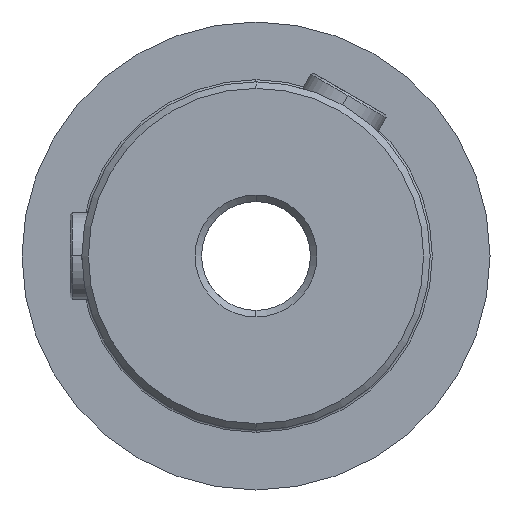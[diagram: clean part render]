
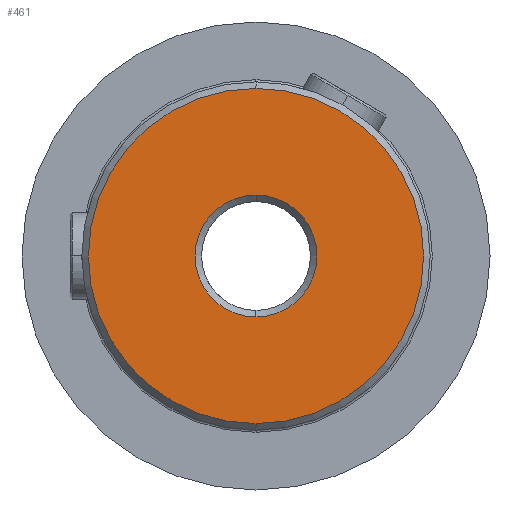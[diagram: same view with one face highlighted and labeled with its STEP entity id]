
A CAD part, left-side view. The second image highlights one B-rep face of the part: STEP entity #461.
In plain terms, the highlighted planar face has unit normal (-1, 0, 0).
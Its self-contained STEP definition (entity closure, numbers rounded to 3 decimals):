
#7 = FACE_BOUND ( 'NONE', #5913, .T. ) ;
#461 = ADVANCED_FACE ( 'NONE', ( #7, #7483 ), #6730, .F. ) ;
#578 = VERTEX_POINT ( 'NONE', #950 ) ;
#950 = CARTESIAN_POINT ( 'NONE',  ( 0., 0., 2.8 ) ) ;
#1034 = DIRECTION ( 'NONE',  ( 0., 0., -1. ) ) ;
#1090 = DIRECTION ( 'NONE',  ( 0., 0., -1. ) ) ;
#1209 = CARTESIAN_POINT ( 'NONE',  ( 0., 0., 7.7 ) ) ;
#1473 = ORIENTED_EDGE ( 'NONE', *, *, #4166, .T. ) ;
#1550 = AXIS2_PLACEMENT_3D ( 'NONE', #1988, #2713, #2759 ) ;
#1578 = CARTESIAN_POINT ( 'NONE',  ( 0., 0., 0. ) ) ;
#1762 = DIRECTION ( 'NONE',  ( 1., 0., 0. ) ) ;
#1840 = CIRCLE ( 'NONE', #6891, 2.8 ) ;
#1988 = CARTESIAN_POINT ( 'NONE',  ( 0., 2.5, 0. ) ) ;
#2224 = AXIS2_PLACEMENT_3D ( 'NONE', #4485, #1762, #1090 ) ;
#2343 = EDGE_CURVE ( 'NONE', #5222, #7025, #8738, .T. ) ;
#2636 = VERTEX_POINT ( 'NONE', #5052 ) ;
#2713 = DIRECTION ( 'NONE',  ( 1., 0., 0. ) ) ;
#2759 = DIRECTION ( 'NONE',  ( 0., 0., -1. ) ) ;
#3101 = CIRCLE ( 'NONE', #2224, 2.8 ) ;
#3424 = ORIENTED_EDGE ( 'NONE', *, *, #2343, .T. ) ;
#3752 = CARTESIAN_POINT ( 'NONE',  ( 0., 0., 0. ) ) ;
#3795 = DIRECTION ( 'NONE',  ( 0., 0., -1. ) ) ;
#3843 = CIRCLE ( 'NONE', #6858, 7.7 ) ;
#3917 = EDGE_LOOP ( 'NONE', ( #3424, #5415 ) ) ;
#4166 = EDGE_CURVE ( 'NONE', #578, #2636, #1840, .T. ) ;
#4449 = AXIS2_PLACEMENT_3D ( 'NONE', #5325, #6082, #4782 ) ;
#4485 = CARTESIAN_POINT ( 'NONE',  ( 0., 0., 0. ) ) ;
#4782 = DIRECTION ( 'NONE',  ( 0., 0., -1. ) ) ;
#5052 = CARTESIAN_POINT ( 'NONE',  ( 0., 0., -2.8 ) ) ;
#5222 = VERTEX_POINT ( 'NONE', #7887 ) ;
#5325 = CARTESIAN_POINT ( 'NONE',  ( 0., 0., 0. ) ) ;
#5415 = ORIENTED_EDGE ( 'NONE', *, *, #6880, .T. ) ;
#5564 = ORIENTED_EDGE ( 'NONE', *, *, #7720, .T. ) ;
#5913 = EDGE_LOOP ( 'NONE', ( #1473, #5564 ) ) ;
#6082 = DIRECTION ( 'NONE',  ( -1., 0., 0. ) ) ;
#6730 = PLANE ( 'NONE',  #1550 ) ;
#6858 = AXIS2_PLACEMENT_3D ( 'NONE', #1578, #8417, #1034 ) ;
#6880 = EDGE_CURVE ( 'NONE', #7025, #5222, #3843, .T. ) ;
#6891 = AXIS2_PLACEMENT_3D ( 'NONE', #3752, #7255, #3795 ) ;
#7025 = VERTEX_POINT ( 'NONE', #1209 ) ;
#7255 = DIRECTION ( 'NONE',  ( 1., 0., 0. ) ) ;
#7483 = FACE_OUTER_BOUND ( 'NONE', #3917, .T. ) ;
#7720 = EDGE_CURVE ( 'NONE', #2636, #578, #3101, .T. ) ;
#7887 = CARTESIAN_POINT ( 'NONE',  ( 0., 0., -7.7 ) ) ;
#8417 = DIRECTION ( 'NONE',  ( -1., 0., 0. ) ) ;
#8738 = CIRCLE ( 'NONE', #4449, 7.7 ) ;
